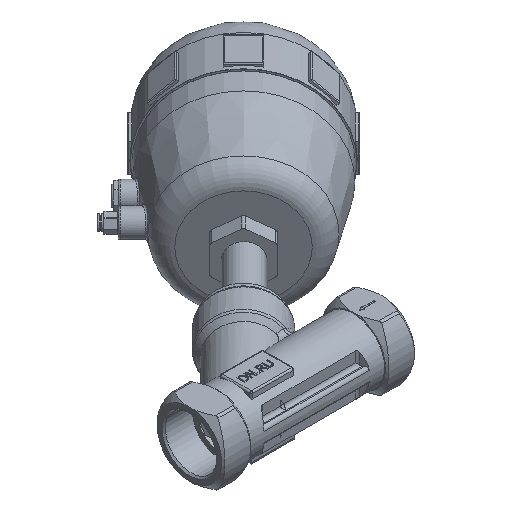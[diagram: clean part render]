
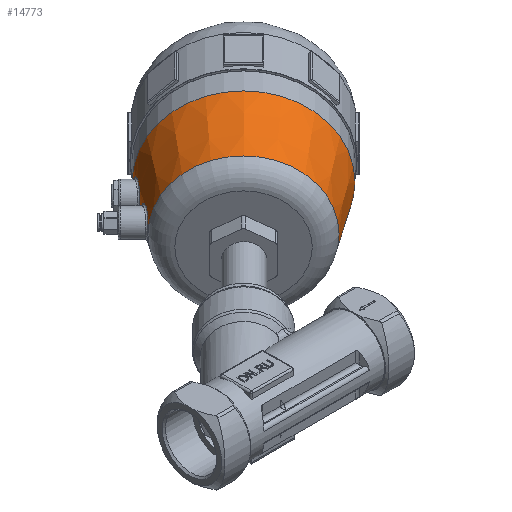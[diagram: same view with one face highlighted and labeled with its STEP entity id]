
A CAD part, isometric view. The second image highlights one B-rep face of the part: STEP entity #14773.
In plain terms, the highlighted conical face has half-angle 10 degrees and reference radius 44.699 mm.
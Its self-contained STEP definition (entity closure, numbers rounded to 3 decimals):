
#96=CONICAL_SURFACE('',#16075,44.699,0.175);
#130=FACE_BOUND('',#3142,.T.);
#131=FACE_BOUND('',#3143,.T.);
#1434=B_SPLINE_CURVE_WITH_KNOTS('',3,(#59279,#59280,#59281,#59282,#59283,
#59284,#59285,#59286,#59287,#59288,#59289,#59290,#59291,#59292,#59293,#59294,
#59295),.UNSPECIFIED.,.T.,.F.,(4,1,1,1,1,1,1,1,1,1,1,1,1,1,4),(-4.564,
-4.238,-3.912,-3.586,-3.26,
-2.934,-2.608,-2.173,-1.956,
-1.521,-1.304,-0.978,-0.652,
-0.326,0.),.UNSPECIFIED.);
#1437=B_SPLINE_CURVE_WITH_KNOTS('',3,(#59328,#59329,#59330,#59331,#59332,
#59333,#59334,#59335,#59336,#59337,#59338,#59339,#59340,#59341,#59342,#59343,
#59344),.UNSPECIFIED.,.T.,.F.,(4,1,1,1,1,1,1,1,1,1,1,1,1,1,4),(-4.565,
-4.239,-3.913,-3.587,-3.261,
-2.935,-2.609,-2.174,-1.956,
-1.522,-1.304,-0.978,-0.652,
-0.326,0.),.UNSPECIFIED.);
#2258=FACE_OUTER_BOUND('',#3141,.T.);
#3141=EDGE_LOOP('',(#12507,#12508,#12509,#12510,#12511));
#3142=EDGE_LOOP('',(#12512));
#3143=EDGE_LOOP('',(#12513));
#3723=LINE('',#59323,#4221);
#4221=VECTOR('',#18883,44.699);
#4852=CIRCLE('',#15989,42.073);
#4896=CIRCLE('',#16076,49.074);
#4897=CIRCLE('',#16077,49.074);
#6155=VERTEX_POINT('',#58846);
#6234=VERTEX_POINT('',#59277);
#6237=VERTEX_POINT('',#59322);
#6238=VERTEX_POINT('',#59324);
#6239=VERTEX_POINT('',#59327);
#8237=EDGE_CURVE('',#6155,#6155,#4852,.T.);
#8350=EDGE_CURVE('',#6234,#6234,#1434,.T.);
#8354=EDGE_CURVE('',#6155,#6237,#3723,.T.);
#8355=EDGE_CURVE('',#6237,#6238,#4896,.T.);
#8356=EDGE_CURVE('',#6238,#6237,#4897,.T.);
#8357=EDGE_CURVE('',#6239,#6239,#1437,.T.);
#12507=ORIENTED_EDGE('',*,*,#8237,.F.);
#12508=ORIENTED_EDGE('',*,*,#8354,.T.);
#12509=ORIENTED_EDGE('',*,*,#8355,.T.);
#12510=ORIENTED_EDGE('',*,*,#8356,.T.);
#12511=ORIENTED_EDGE('',*,*,#8354,.F.);
#12512=ORIENTED_EDGE('',*,*,#8350,.F.);
#12513=ORIENTED_EDGE('',*,*,#8357,.F.);
#14773=ADVANCED_FACE('',(#2258,#130,#131),#96,.T.);
#15989=AXIS2_PLACEMENT_3D('',#58847,#18659,#18660);
#16075=AXIS2_PLACEMENT_3D('',#59321,#18881,#18882);
#16076=AXIS2_PLACEMENT_3D('',#59325,#18884,#18885);
#16077=AXIS2_PLACEMENT_3D('',#59326,#18886,#18887);
#18659=DIRECTION('center_axis',(1.,0.,0.));
#18660=DIRECTION('ref_axis',(0.,0.,1.));
#18881=DIRECTION('center_axis',(-1.,0.,0.));
#18882=DIRECTION('ref_axis',(0.,0.,1.));
#18883=DIRECTION('',(-0.985,0.,-0.174));
#18884=DIRECTION('center_axis',(1.,0.,0.));
#18885=DIRECTION('ref_axis',(0.,0.,1.));
#18886=DIRECTION('center_axis',(1.,0.,0.));
#18887=DIRECTION('ref_axis',(0.,0.,1.));
#58846=CARTESIAN_POINT('',(110.184,0.,-42.073));
#58847=CARTESIAN_POINT('Origin',(110.184,0.,
0.));
#59277=CARTESIAN_POINT('',(83.044,46.149,8.121));
#59279=CARTESIAN_POINT('Ctrl Pts',(83.044,46.149,8.121));
#59280=CARTESIAN_POINT('Ctrl Pts',(84.285,45.975,7.845));
#59281=CARTESIAN_POINT('Ctrl Pts',(86.655,45.748,6.735));
#59282=CARTESIAN_POINT('Ctrl Pts',(89.114,45.684,3.703));
#59283=CARTESIAN_POINT('Ctrl Pts',(89.968,45.693,-0.073));
#59284=CARTESIAN_POINT('Ctrl Pts',(89.047,45.683,-3.837));
#59285=CARTESIAN_POINT('Ctrl Pts',(86.538,45.755,-6.824));
#59286=CARTESIAN_POINT('Ctrl Pts',(82.552,46.146,-8.615));
#59287=CARTESIAN_POINT('Ctrl Pts',(78.628,46.925,-8.243));
#59288=CARTESIAN_POINT('Ctrl Pts',(75.007,47.906,-6.141));
#59289=CARTESIAN_POINT('Ctrl Pts',(73.034,48.561,-3.292));
#59290=CARTESIAN_POINT('Ctrl Pts',(72.478,48.755,0.496));
#59291=CARTESIAN_POINT('Ctrl Pts',(73.302,48.466,3.836));
#59292=CARTESIAN_POINT('Ctrl Pts',(75.753,47.685,6.769));
#59293=CARTESIAN_POINT('Ctrl Pts',(79.213,46.79,8.386));
#59294=CARTESIAN_POINT('Ctrl Pts',(81.803,46.323,8.396));
#59295=CARTESIAN_POINT('Ctrl Pts',(83.044,46.149,8.121));
#59321=CARTESIAN_POINT('Origin',(95.288,0.,0.));
#59322=CARTESIAN_POINT('',(70.476,0.,-49.074));
#59323=CARTESIAN_POINT('',(95.288,0.,-44.699));
#59324=CARTESIAN_POINT('',(70.476,0.,49.074));
#59325=CARTESIAN_POINT('Origin',(70.476,0.,0.));
#59326=CARTESIAN_POINT('Origin',(70.476,0.,0.));
#59327=CARTESIAN_POINT('',(102.898,42.575,8.201));
#59328=CARTESIAN_POINT('Ctrl Pts',(102.898,42.575,8.201));
#59329=CARTESIAN_POINT('Ctrl Pts',(104.152,42.388,7.999));
#59330=CARTESIAN_POINT('Ctrl Pts',(106.584,42.142,7.03));
#59331=CARTESIAN_POINT('Ctrl Pts',(109.225,42.084,4.151));
#59332=CARTESIAN_POINT('Ctrl Pts',(110.306,42.109,0.436));
#59333=CARTESIAN_POINT('Ctrl Pts',(109.613,42.089,-3.369));
#59334=CARTESIAN_POINT('Ctrl Pts',(107.288,42.11,-6.491));
#59335=CARTESIAN_POINT('Ctrl Pts',(103.409,42.423,-8.51));
#59336=CARTESIAN_POINT('Ctrl Pts',(99.458,43.167,-8.358));
#59337=CARTESIAN_POINT('Ctrl Pts',(95.726,44.173,-6.465));
#59338=CARTESIAN_POINT('Ctrl Pts',(93.596,44.892,-3.749));
#59339=CARTESIAN_POINT('Ctrl Pts',(92.812,45.175,-0.011));
#59340=CARTESIAN_POINT('Ctrl Pts',(93.434,44.947,3.374));
#59341=CARTESIAN_POINT('Ctrl Pts',(95.712,44.182,6.44));
#59342=CARTESIAN_POINT('Ctrl Pts',(99.064,43.259,8.245));
#59343=CARTESIAN_POINT('Ctrl Pts',(101.644,42.761,8.404));
#59344=CARTESIAN_POINT('Ctrl Pts',(102.898,42.575,8.201));
